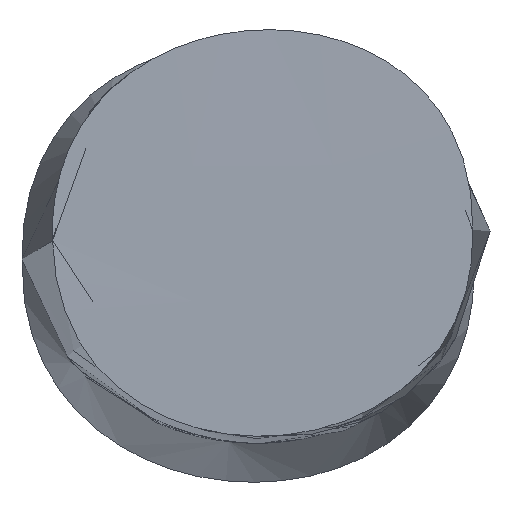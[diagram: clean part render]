
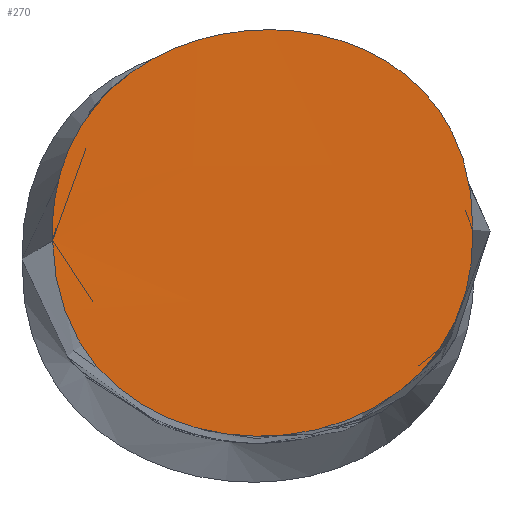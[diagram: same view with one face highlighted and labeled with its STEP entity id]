
A CAD part, top view. The second image highlights one B-rep face of the part: STEP entity #270.
In plain terms, the highlighted free-form (B-spline) face has degree [3, 3] with [4, 4] control points.
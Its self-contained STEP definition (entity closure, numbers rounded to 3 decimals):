
#33 = B_SPLINE_SURFACE_WITH_KNOTS('',3,3,(
    (#34,#35,#36,#37)
    ,(#38,#39,#40,#41)
    ,(#42,#43,#44,#45)
    ,(#46,#47,#48,#49
    )),.UNSPECIFIED.,.F.,.F.,.F.,(4,4),(4,4),(0.,1.),(0.,1.),
  .PIECEWISE_BEZIER_KNOTS.);
#34 = CARTESIAN_POINT('',(-0.053,0.002,
    -0.994));
#35 = CARTESIAN_POINT('',(-0.052,0.,
    -0.326));
#36 = CARTESIAN_POINT('',(-0.05,0.004,
    0.322));
#37 = CARTESIAN_POINT('',(-0.045,0.005,
    0.993));
#38 = CARTESIAN_POINT('',(-0.045,-0.054,
    -0.989));
#39 = CARTESIAN_POINT('',(-0.046,-0.052,
    -0.341));
#40 = CARTESIAN_POINT('',(-0.041,-0.045,
    0.336));
#41 = CARTESIAN_POINT('',(-0.036,-0.049,
    0.994));
#42 = CARTESIAN_POINT('',(0.036,-0.061,
    -0.994));
#43 = CARTESIAN_POINT('',(0.044,-0.068,
    -0.317));
#44 = CARTESIAN_POINT('',(0.042,-0.062,
    0.335));
#45 = CARTESIAN_POINT('',(0.043,-0.06,
    0.995));
#46 = CARTESIAN_POINT('',(0.047,-0.006,
    -0.99));
#47 = CARTESIAN_POINT('',(0.054,-0.007,
    -0.334));
#48 = CARTESIAN_POINT('',(0.05,-0.003,
    0.336));
#49 = CARTESIAN_POINT('',(0.052,-0.004,
    0.998));
#86 = VERTEX_POINT('',#87);
#87 = CARTESIAN_POINT('',(0.049,0.001,
    1.001));
#102 = B_SPLINE_SURFACE_WITH_KNOTS('',3,3,(
    (#103,#104,#105,#106)
    ,(#107,#108,#109,#110)
    ,(#111,#112,#113,#114)
    ,(#115,#116,#117,#118
    )),.UNSPECIFIED.,.F.,.F.,.F.,(4,4),(4,4),(0.,1.),(0.,1.),
  .PIECEWISE_BEZIER_KNOTS.);
#103 = CARTESIAN_POINT('',(0.05,0.001,
    -0.997));
#104 = CARTESIAN_POINT('',(0.047,0.,
    -0.325));
#105 = CARTESIAN_POINT('',(0.057,0.003,
    0.332));
#106 = CARTESIAN_POINT('',(0.049,0.001,
    1.));
#107 = CARTESIAN_POINT('',(0.037,0.05,
    -0.993));
#108 = CARTESIAN_POINT('',(0.056,0.055,
    -0.332));
#109 = CARTESIAN_POINT('',(0.04,0.056,
    0.339));
#110 = CARTESIAN_POINT('',(0.042,0.054,
    0.997));
#111 = CARTESIAN_POINT('',(-0.034,0.054,
    -0.987));
#112 = CARTESIAN_POINT('',(-0.046,0.047,
    -0.331));
#113 = CARTESIAN_POINT('',(-0.037,0.056,
    0.328));
#114 = CARTESIAN_POINT('',(-0.036,0.062,
    0.997));
#115 = CARTESIAN_POINT('',(-0.048,-0.001,
    -0.998));
#116 = CARTESIAN_POINT('',(-0.052,0.007,
    -0.332));
#117 = CARTESIAN_POINT('',(-0.042,0.004,
    0.333));
#118 = CARTESIAN_POINT('',(-0.049,0.002,
    0.992));
#127 = EDGE_CURVE('',#128,#86,#130,.T.);
#128 = VERTEX_POINT('',#129);
#129 = CARTESIAN_POINT('',(-0.045,-0.002,
    1.));
#130 = SURFACE_CURVE('',#131,(#136,#146),.PCURVE_S1.);
#131 = B_SPLINE_CURVE_WITH_KNOTS('',3,(#132,#133,#134,#135),
  .UNSPECIFIED.,.F.,.F.,(4,4),(0.,1.),.PIECEWISE_BEZIER_KNOTS.);
#132 = CARTESIAN_POINT('',(-0.045,-0.002,
    1.));
#133 = CARTESIAN_POINT('',(-0.044,-0.062,
    1.001));
#134 = CARTESIAN_POINT('',(0.051,-0.059,
    1.));
#135 = CARTESIAN_POINT('',(0.049,0.001,
    1.001));
#136 = PCURVE('',#33,#137);
#137 = DEFINITIONAL_REPRESENTATION('',(#138),#145);
#138 = B_SPLINE_CURVE_WITH_KNOTS('',5,(#139,#140,#141,#142,#143,#144),
  .UNSPECIFIED.,.F.,.F.,(6,6),(0.,1.),.PIECEWISE_BEZIER_KNOTS.);
#139 = CARTESIAN_POINT('',(0.049,1.003));
#140 = CARTESIAN_POINT('',(0.28,1.003));
#141 = CARTESIAN_POINT('',(0.326,1.003));
#142 = CARTESIAN_POINT('',(0.613,1.002));
#143 = CARTESIAN_POINT('',(0.815,1.002));
#144 = CARTESIAN_POINT('',(1.018,1.001));
#145 = ( GEOMETRIC_REPRESENTATION_CONTEXT(2) 
PARAMETRIC_REPRESENTATION_CONTEXT() REPRESENTATION_CONTEXT('2D SPACE',''
  ) );
#146 = PCURVE('',#147,#164);
#147 = B_SPLINE_SURFACE_WITH_KNOTS('',3,3,(
    (#148,#149,#150,#151)
    ,(#152,#153,#154,#155)
    ,(#156,#157,#158,#159)
    ,(#160,#161,#162,#163
    )),.UNSPECIFIED.,.F.,.F.,.F.,(4,4),(4,4),(0.,1.),(0.,1.),
  .PIECEWISE_BEZIER_KNOTS.);
#148 = CARTESIAN_POINT('',(-0.045,-0.047,
    1.));
#149 = CARTESIAN_POINT('',(-0.045,-0.015,
    1.001));
#150 = CARTESIAN_POINT('',(-0.045,0.017,
    1.001));
#151 = CARTESIAN_POINT('',(-0.045,0.049,
    1.001));
#152 = CARTESIAN_POINT('',(-0.014,-0.047,
    1.));
#153 = CARTESIAN_POINT('',(-0.013,-0.015,
    1.001));
#154 = CARTESIAN_POINT('',(-0.013,0.017,
    1.));
#155 = CARTESIAN_POINT('',(-0.013,0.049,
    1.001));
#156 = CARTESIAN_POINT('',(0.019,-0.047,
    1.001));
#157 = CARTESIAN_POINT('',(0.019,-0.015,
    1.001));
#158 = CARTESIAN_POINT('',(0.019,0.017,
    1.001));
#159 = CARTESIAN_POINT('',(0.019,0.049,
    1.001));
#160 = CARTESIAN_POINT('',(0.051,-0.047,
    1.));
#161 = CARTESIAN_POINT('',(0.051,-0.014,
    1.001));
#162 = CARTESIAN_POINT('',(0.051,0.017,
    1.001));
#163 = CARTESIAN_POINT('',(0.05,0.049,
    1.001));
#164 = DEFINITIONAL_REPRESENTATION('',(#165),#171);
#165 = B_SPLINE_CURVE_WITH_KNOTS('',4,(#166,#167,#168,#169,#170),
  .UNSPECIFIED.,.F.,.F.,(5,5),(0.,1.),.PIECEWISE_BEZIER_KNOTS.);
#166 = CARTESIAN_POINT('',(0.005,0.469));
#167 = CARTESIAN_POINT('',(0.016,-0.006));
#168 = CARTESIAN_POINT('',(0.513,-0.142));
#169 = CARTESIAN_POINT('',(0.997,0.023));
#170 = CARTESIAN_POINT('',(0.988,0.491));
#171 = ( GEOMETRIC_REPRESENTATION_CONTEXT(2) 
PARAMETRIC_REPRESENTATION_CONTEXT() REPRESENTATION_CONTEXT('2D SPACE',''
  ) );
#243 = EDGE_CURVE('',#86,#128,#244,.T.);
#244 = SURFACE_CURVE('',#245,(#250,#256),.PCURVE_S1.);
#245 = B_SPLINE_CURVE_WITH_KNOTS('',3,(#246,#247,#248,#249),
  .UNSPECIFIED.,.F.,.F.,(4,4),(0.,1.),.PIECEWISE_BEZIER_KNOTS.);
#246 = CARTESIAN_POINT('',(0.049,0.001,
    1.001));
#247 = CARTESIAN_POINT('',(0.051,0.063,
    1.001));
#248 = CARTESIAN_POINT('',(-0.047,0.059,
    1.));
#249 = CARTESIAN_POINT('',(-0.045,-0.002,
    1.));
#250 = PCURVE('',#102,#251);
#251 = DEFINITIONAL_REPRESENTATION('',(#252),#255);
#252 = B_SPLINE_CURVE_WITH_KNOTS('',1,(#253,#254),.UNSPECIFIED.,.F.,.F.,
  (2,2),(0.,1.),.PIECEWISE_BEZIER_KNOTS.);
#253 = CARTESIAN_POINT('',(-0.002,1.001));
#254 = CARTESIAN_POINT('',(0.973,1.003));
#255 = ( GEOMETRIC_REPRESENTATION_CONTEXT(2) 
PARAMETRIC_REPRESENTATION_CONTEXT() REPRESENTATION_CONTEXT('2D SPACE',''
  ) );
#256 = PCURVE('',#147,#257);
#257 = DEFINITIONAL_REPRESENTATION('',(#258),#263);
#258 = B_SPLINE_CURVE_WITH_KNOTS('',3,(#259,#260,#261,#262),
  .UNSPECIFIED.,.F.,.F.,(4,4),(0.,1.),.PIECEWISE_BEZIER_KNOTS.);
#259 = CARTESIAN_POINT('',(0.988,0.491));
#260 = CARTESIAN_POINT('',(1.002,1.14));
#261 = CARTESIAN_POINT('',(-0.02,1.107));
#262 = CARTESIAN_POINT('',(0.005,0.469));
#263 = ( GEOMETRIC_REPRESENTATION_CONTEXT(2) 
PARAMETRIC_REPRESENTATION_CONTEXT() REPRESENTATION_CONTEXT('2D SPACE',''
  ) );
#270 = ADVANCED_FACE('',(#271),#147,.T.);
#271 = FACE_BOUND('',#272,.T.);
#272 = EDGE_LOOP('',(#273,#274));
#273 = ORIENTED_EDGE('',*,*,#127,.T.);
#274 = ORIENTED_EDGE('',*,*,#243,.T.);
